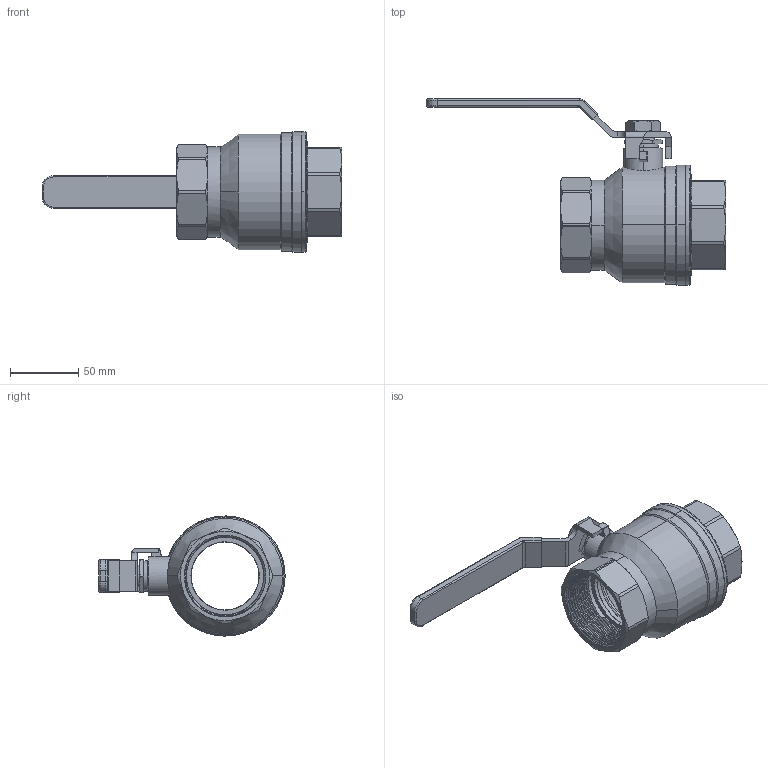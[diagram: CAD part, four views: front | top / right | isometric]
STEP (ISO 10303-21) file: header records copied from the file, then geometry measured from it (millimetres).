
FILE_DESCRIPTION (( 'STEP AP203' ), '1' );
FILE_NAME ('42150 - 000550.STEP', '2014-12-04T13:16:53', ( '' ), ( '' ), 'SwSTEP 2.0', 'SolidWorks 2014', '' );
FILE_SCHEMA (( 'CONFIG_CONTROL_DESIGN' ));
Length unit declared in the file: millimetre
Products named in the file (1): 42150 - 000550
Bounding box: 219.5 x 136.5 x 88 mm (x, y, z)
Volume: 220482.3 mm3; surface area: 138413 mm2
Topology: 12 solids, 12 shells, 569 faces, 1660 edges, 1113 vertices
Faces by surface type: cylinder 231, bspline 121, plane 117, cone 100
Entity records: 56991 total; most frequent: CARTESIAN_POINT 43711, ORIENTED_EDGE 3292, DIRECTION 1989, EDGE_CURVE 1646, VERTEX_POINT 1113, B_SPLINE_CURVE_WITH_KNOTS 860, AXIS2_PLACEMENT_3D 777, EDGE_LOOP 605
